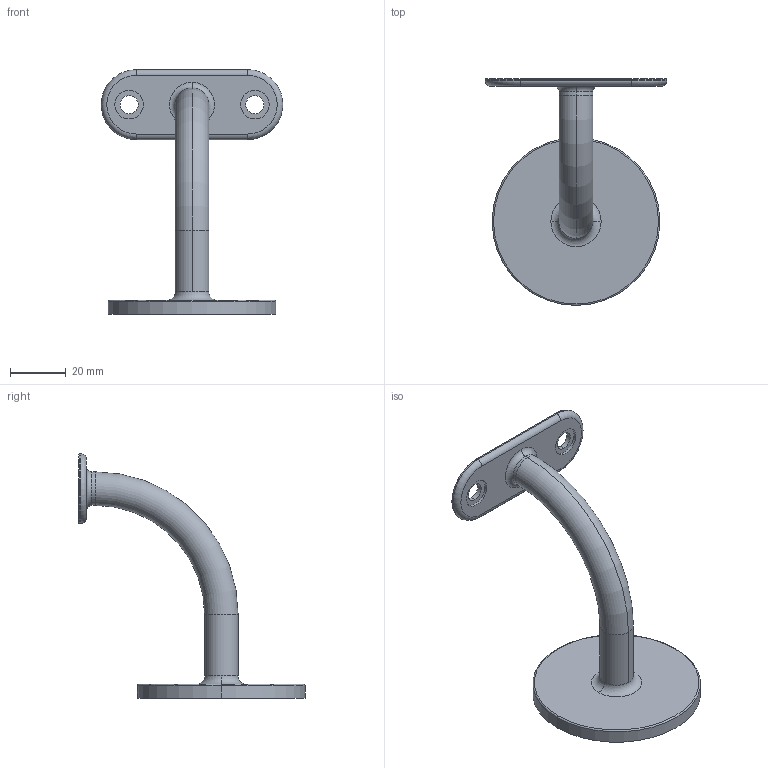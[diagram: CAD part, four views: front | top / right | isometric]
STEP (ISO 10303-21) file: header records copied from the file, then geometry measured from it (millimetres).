
FILE_DESCRIPTION (( 'STEP AP203' ), '1' );
FILE_NAME ('50212-240-00.step', '2020-09-01T08:31:47', ( '' ), ( '' ), 'SwSTEP 2.0', 'SolidWorks 2018', '' );
FILE_SCHEMA (( 'CONFIG_CONTROL_DESIGN' ));
Length unit declared in the file: millimetre
Products named in the file (2): 50212-240-00
Bounding box: 65 x 81 x 87.5 mm (x, y, z)
Volume: 25121.3 mm3; surface area: 13808.1 mm2
Topology: 1 solids, 1 shells, 304 faces, 787 edges, 517 vertices
Faces by surface type: plane 148, bspline 110, cylinder 22, torus 12, cone 12
Entity records: 16052 total; most frequent: CARTESIAN_POINT 9160, ORIENTED_EDGE 1570, DIRECTION 1033, EDGE_CURVE 785, VERTEX_POINT 517, VECTOR 477, LINE 477, EDGE_LOOP 342
